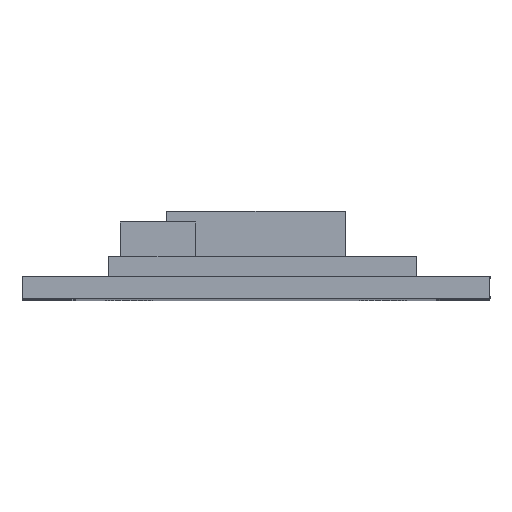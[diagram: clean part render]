
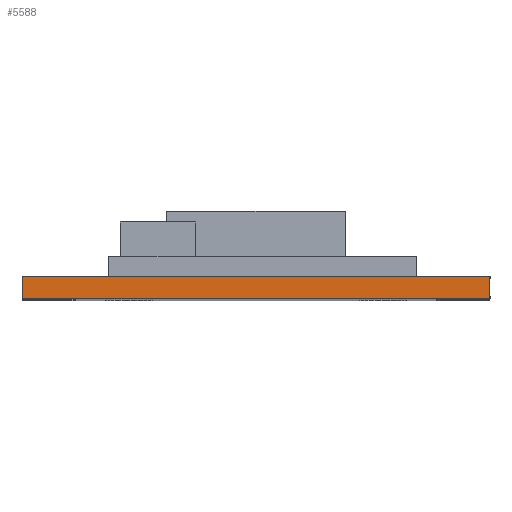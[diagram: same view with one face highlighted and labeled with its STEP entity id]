
A CAD part, top view. The second image highlights one B-rep face of the part: STEP entity #5588.
In plain terms, the highlighted planar face has unit normal (0, 0, 1).
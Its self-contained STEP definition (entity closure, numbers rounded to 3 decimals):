
#580 = LINE ( 'NONE', #15891, #5964 ) ;
#1225 = DIRECTION ( 'NONE',  ( 0., -1., 0. ) ) ;
#2408 = VERTEX_POINT ( 'NONE', #3833 ) ;
#3518 = EDGE_CURVE ( 'NONE', #4924, #2408, #580, .T. ) ;
#3833 = CARTESIAN_POINT ( 'NONE',  ( 10.5, 0., 51. ) ) ;
#4427 = CARTESIAN_POINT ( 'NONE',  ( -10.5, 0., 51. ) ) ;
#4924 = VERTEX_POINT ( 'NONE', #22529 ) ;
#5588 = ADVANCED_FACE ( 'NONE', ( #22472 ), #12878, .F. ) ;
#5964 = VECTOR ( 'NONE', #24095, 1000. ) ;
#6054 = EDGE_CURVE ( 'NONE', #17756, #23002, #14534, .T. ) ;
#6217 = EDGE_LOOP ( 'NONE', ( #14543, #22497, #9528, #11841 ) ) ;
#7253 = CARTESIAN_POINT ( 'NONE',  ( -10.5, 1., 51. ) ) ;
#7512 = VECTOR ( 'NONE', #24310, 1000. ) ;
#8929 = VECTOR ( 'NONE', #1225, 1000. ) ;
#9511 = VECTOR ( 'NONE', #13910, 1000. ) ;
#9528 = ORIENTED_EDGE ( 'NONE', *, *, #19036, .F. ) ;
#10510 = CARTESIAN_POINT ( 'NONE',  ( -10.5, 1., 51. ) ) ;
#11309 = AXIS2_PLACEMENT_3D ( 'NONE', #19054, #13839, #22721 ) ;
#11841 = ORIENTED_EDGE ( 'NONE', *, *, #6054, .T. ) ;
#12878 = PLANE ( 'NONE',  #11309 ) ;
#13839 = DIRECTION ( 'NONE',  ( 0., 0., -1. ) ) ;
#13910 = DIRECTION ( 'NONE',  ( 1., 0., 0. ) ) ;
#14031 = CARTESIAN_POINT ( 'NONE',  ( -10.5, 0., 51. ) ) ;
#14534 = LINE ( 'NONE', #7253, #8929 ) ;
#14543 = ORIENTED_EDGE ( 'NONE', *, *, #14557, .T. ) ;
#14557 = EDGE_CURVE ( 'NONE', #23002, #2408, #15664, .T. ) ;
#15664 = LINE ( 'NONE', #14031, #9511 ) ;
#15891 = CARTESIAN_POINT ( 'NONE',  ( 10.5, 1., 51. ) ) ;
#17756 = VERTEX_POINT ( 'NONE', #21310 ) ;
#19036 = EDGE_CURVE ( 'NONE', #17756, #4924, #20034, .T. ) ;
#19054 = CARTESIAN_POINT ( 'NONE',  ( -10.5, 1., 51. ) ) ;
#20034 = LINE ( 'NONE', #10510, #7512 ) ;
#21310 = CARTESIAN_POINT ( 'NONE',  ( -10.5, 1., 51. ) ) ;
#22472 = FACE_OUTER_BOUND ( 'NONE', #6217, .T. ) ;
#22497 = ORIENTED_EDGE ( 'NONE', *, *, #3518, .F. ) ;
#22529 = CARTESIAN_POINT ( 'NONE',  ( 10.5, 1., 51. ) ) ;
#22721 = DIRECTION ( 'NONE',  ( -1., 0., 0. ) ) ;
#23002 = VERTEX_POINT ( 'NONE', #4427 ) ;
#24095 = DIRECTION ( 'NONE',  ( 0., -1., 0. ) ) ;
#24310 = DIRECTION ( 'NONE',  ( 1., 0., 0. ) ) ;
